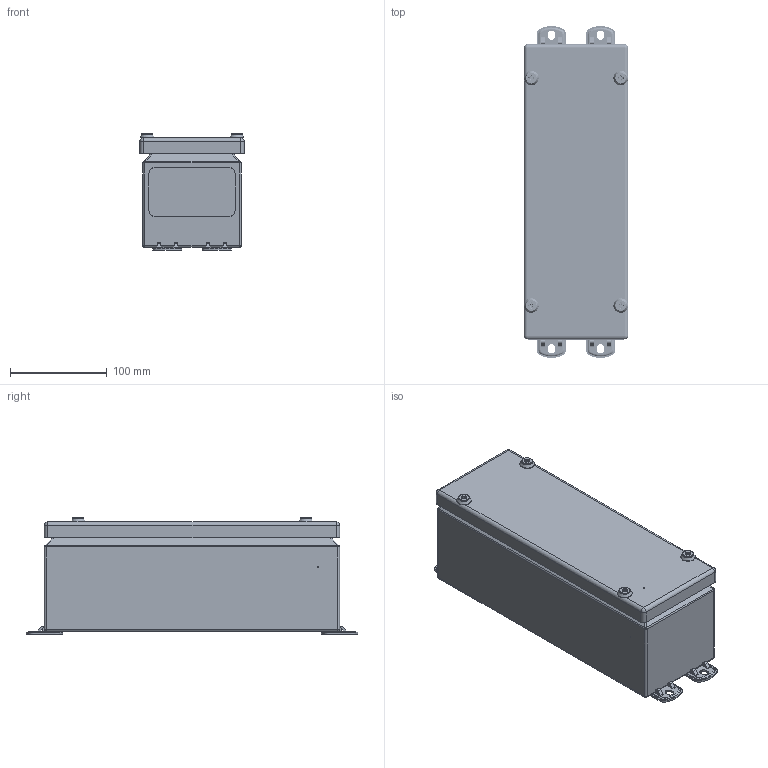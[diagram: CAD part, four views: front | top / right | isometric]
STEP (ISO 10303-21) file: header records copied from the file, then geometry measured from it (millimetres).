
FILE_DESCRIPTION(/* description */ ('5412ESSSC 12" x 4" x 4" Assembly'),/* implementation_level */ '2;1');
FILE_NAME(/* name */ '5412ESSSC120404.stp',/* time_stamp */ '2025-05-21T06:36:40-04:00',/* author */ ('BoxCad'),/* organization */ (''),/* preprocessor_version */ 'ST-DEVELOPER v20',/* originating_system */ 'Autodesk Inventor 2024',/* authorisation */ '');
FILE_SCHEMA (('AUTOMOTIVE_DESIGN { 1 0 10303 214 3 1 1 }'));
Length unit declared in the file: inch
Products named in the file (19): 5412ESSSC120404; 5412ESSSC120404B; 5412ESSSC120404B-P; RIVET_NUT_SS_M5_FH_OE; STK-S-00100; RIVET_NUT_SS_M6_FH_CE; STK-PEM-FHS-M6-20; 5412ESSSC120404IP; 5412ESSSC120404IP-P; STK-Q-07210; 5412ESSSC120404AK; STK-Q-71350; STK-Q-03075; STK-Q-77290; STK-Q-03045; 5412ESSSC120404C; 5412ESSSC120404C-P; 5412ESSSC120404G; STANDOFF_SS_M6 x 10mm
Assembly tree (47 placements, depth 3):
  5412ESSSC120404
    5412ESSSC120404B
      5412ESSSC120404B-P
      RIVET_NUT_SS_M5_FH_OE  x4
      STANDOFF_SS_M6 x 10mm
      STK-S-00100
      RIVET_NUT_SS_M6_FH_CE  x4
      STK-PEM-FHS-M6-20  x4
    STK-Q-07210  x8
    5412ESSSC120404IP
      5412ESSSC120404IP-P
    5412ESSSC120404AK
      STK-Q-71350  x4
      STK-Q-03075  x4
      STK-Q-03045  x4
      STK-Q-77290  x4
    5412ESSSC120404C
      5412ESSSC120404C-P
      5412ESSSC120404G
      STANDOFF_SS_M6 x 10mm
Bounding box: 107.6 x 342.8 x 120.59 mm (x, y, z)
Volume: 305214.5 mm3; surface area: 434948.7 mm2
Topology: 43 solids, 43 shells, 4475 faces, 11391 edges, 6958 vertices
Faces by surface type: plane 1992, cylinder 1151, torus 504, bspline 464, cone 248, sphere 116
Full cylindrical faces by diameter (mm): 0.762 x2, 0.9 x2, 3.5 x4, 4 x4, 4.9 x16, 5 x4, 5.01 x32, 5.029 x4, 5.03 x4, 5.1 x10, 5.9 x44, 5.994 x4, 6 x4, 6.1 x2, 7.024 x4, 7.036 x4, 8.128 x3, 10 x2, 12.7 x4, 15 x4
Entity records: 44355 total; most frequent: CARTESIAN_POINT 15692, DIRECTION 5969, ORIENTED_EDGE 5786, EDGE_CURVE 2893, AXIS2_PLACEMENT_3D 2210, VERTEX_POINT 1756, LINE 1549, VECTOR 1549
